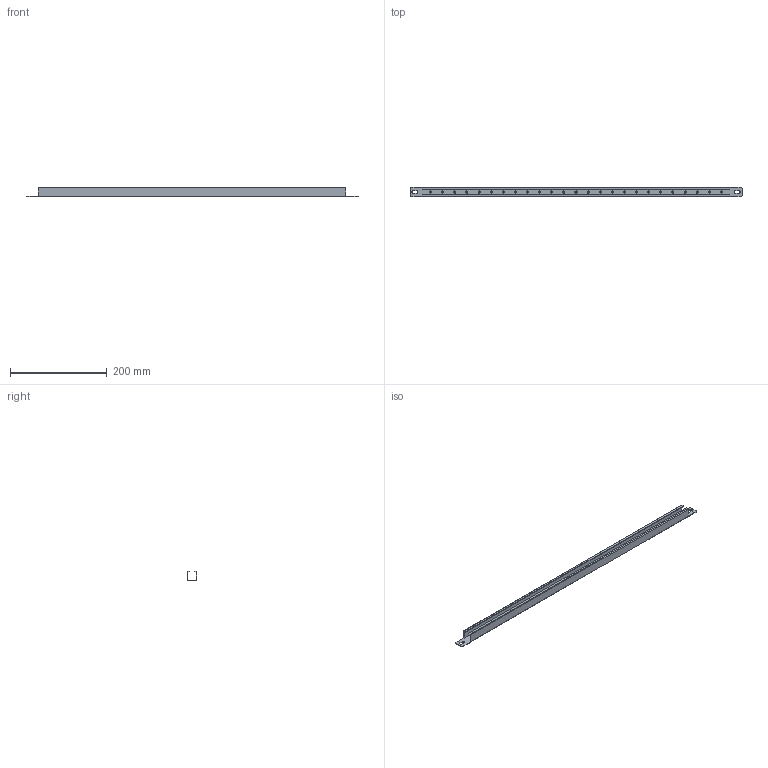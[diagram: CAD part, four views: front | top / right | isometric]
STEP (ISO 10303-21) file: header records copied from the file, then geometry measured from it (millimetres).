
FILE_DESCRIPTION (( 'STEP AP203' ), '1' );
FILE_NAME ('AC00C258.step', '2011-01-20T13:16:37', ( 'User' ), ( 'DKC' ), 'SwSTEP 2.0', 'SolidWorks 2010', '' );
FILE_SCHEMA (( 'CONFIG_CONTROL_DESIGN' ));
Length unit declared in the file: millimetre
Products named in the file (1): AC00C258
Bounding box: 685 x 20 x 20 mm (x, y, z)
Volume: 61445.3 mm3; surface area: 84757.5 mm2
Topology: 1 solids, 1 shells, 110 faces, 292 edges, 184 vertices
Faces by surface type: cylinder 64, plane 46
Entity records: 3617 total; most frequent: DIRECTION 646, CARTESIAN_POINT 587, ORIENTED_EDGE 584, EDGE_CURVE 292, AXIS2_PLACEMENT_3D 243, VERTEX_POINT 184, EDGE_LOOP 164, VECTOR 160
